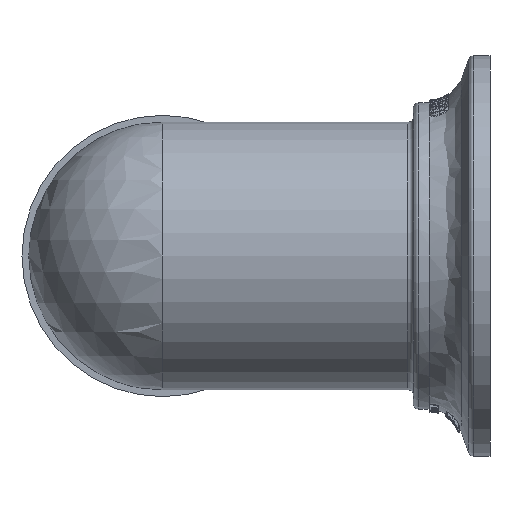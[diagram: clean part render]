
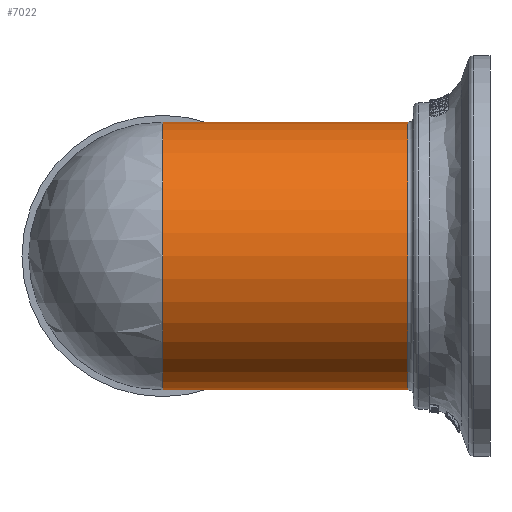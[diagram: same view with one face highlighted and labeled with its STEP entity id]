
A CAD part, left-side view. The second image highlights one B-rep face of the part: STEP entity #7022.
In plain terms, the highlighted cylindrical face has radius 37.719 mm (diameter 75.438 mm), a full revolution.
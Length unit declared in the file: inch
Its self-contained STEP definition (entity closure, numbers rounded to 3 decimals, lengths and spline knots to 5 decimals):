
#24=ELLIPSE($,#7221,2.19028,1.485);
#27=CYLINDRICAL_SURFACE($,#7222,1.485);
#37=CIRCLE($,#7223,1.485);
#38=CIRCLE($,#7224,1.485);
#104=FACE_BOUND($,#1817,.T.);
#1373=FACE_OUTER_BOUND($,#1816,.T.);
#1816=EDGE_LOOP($,(#6372));
#1817=EDGE_LOOP($,(#6373,#6374));
#3240=VERTEX_POINT($,#17110);
#3241=VERTEX_POINT($,#17111);
#3242=VERTEX_POINT($,#17115);
#4292=EDGE_CURVE($,#3241,#3240,#24,.T.);
#4293=EDGE_CURVE($,#3242,#3242,#37,.T.);
#4294=EDGE_CURVE($,#3240,#3241,#38,.T.);
#6372=ORIENTED_EDGE($,*,*,#4293,.F.);
#6373=ORIENTED_EDGE($,*,*,#4292,.F.);
#6374=ORIENTED_EDGE($,*,*,#4294,.F.);
#7022=ADVANCED_FACE($,(#1373,#104),#27,.T.);
#7221=AXIS2_PLACEMENT_3D($,#17113,#7950,#7951);
#7222=AXIS2_PLACEMENT_3D($,#17114,#7952,#7953);
#7223=AXIS2_PLACEMENT_3D($,#17116,#7954,#7955);
#7224=AXIS2_PLACEMENT_3D($,#17117,#7956,#7957);
#7950=DIRECTION('center_axis',(0.735,0.678,0.));
#7951=DIRECTION('ref_axis',(0.678,-0.735,0.));
#7952=DIRECTION('center_axis',(0.,1.,0.));
#7953=DIRECTION('ref_axis',(-1.,0.,0.));
#7954=DIRECTION('center_axis',(0.,-1.,0.));
#7955=DIRECTION('ref_axis',(1.,0.,0.));
#7956=DIRECTION('center_axis',(0.,1.,0.));
#7957=DIRECTION('ref_axis',(-1.,0.,0.));
#17110=CARTESIAN_POINT('',(0.,0.,-1.485));
#17111=CARTESIAN_POINT('',(0.,0.,1.485));
#17113=CARTESIAN_POINT('Origin',(0.,0.,0.));
#17114=CARTESIAN_POINT('Origin',(0.,-1.39,0.));
#17115=CARTESIAN_POINT('',(-1.485,-2.72,0.));
#17116=CARTESIAN_POINT('Origin',(0.,-2.72,0.));
#17117=CARTESIAN_POINT('Origin',(0.,0.,0.));
